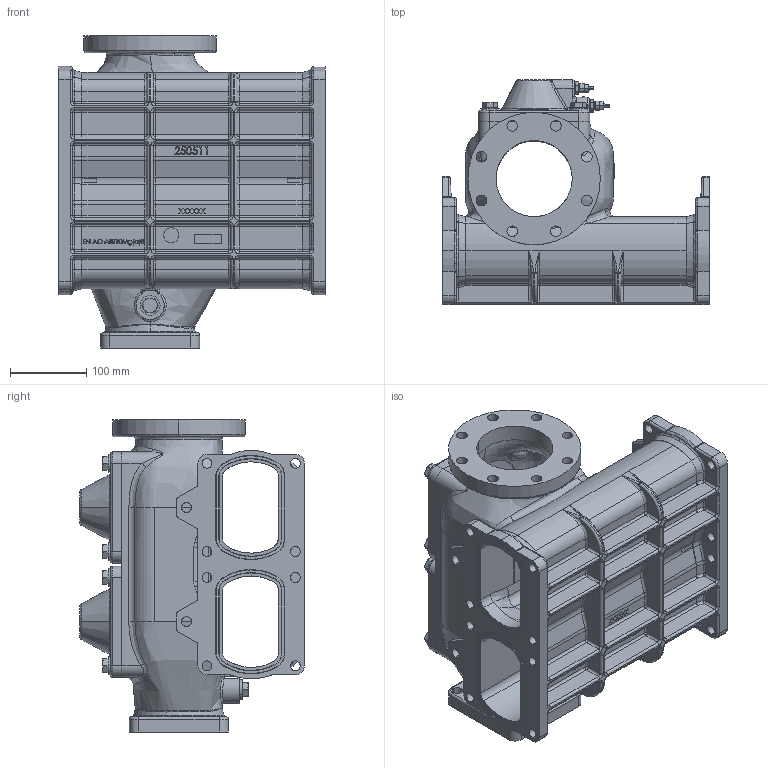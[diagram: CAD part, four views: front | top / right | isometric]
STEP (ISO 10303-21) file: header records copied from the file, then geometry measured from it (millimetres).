
FILE_DESCRIPTION (( 'STEP AP214' ), '1' );
FILE_NAME ('VZK2ZW100.STEP', '2012-07-25T11:29:36', ( 'Admin2' ), ( '' ), 'SwSTEP 2.0', 'SolidWorks 2010', '' );
FILE_SCHEMA (( 'AUTOMOTIVE_DESIGN' ));
Length unit declared in the file: millimetre
Products named in the file (1): VZK2ZW100
Bounding box: 350 x 295.5 x 410 mm (x, y, z)
Surface area: 1025527.8 mm2 (no closed solid volume)
Topology: 0 solids, 64 shells, 2020 faces, 6831 edges, 4626 vertices
Faces by surface type: plane 677, cylinder 624, bspline 296, torus 200, cone 141, sphere 82
Entity records: 182068 total; most frequent: CARTESIAN_POINT 104747, ORIENTED_EDGE 10914, DIRECTION 10579, EDGE_CURVE 6763, VERTEX_POINT 4626, AXIS2_PLACEMENT_3D 3636, LINE 3307, VECTOR 3307
